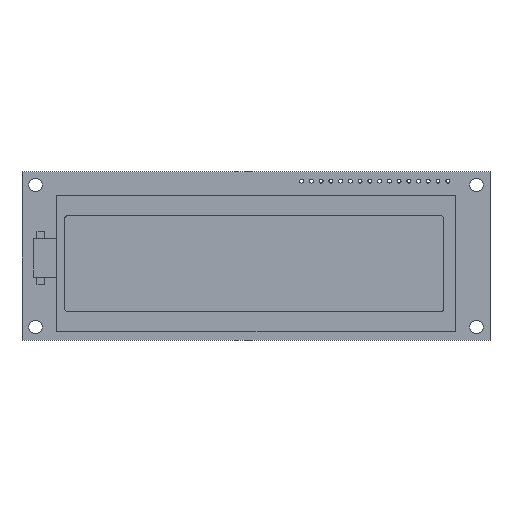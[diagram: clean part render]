
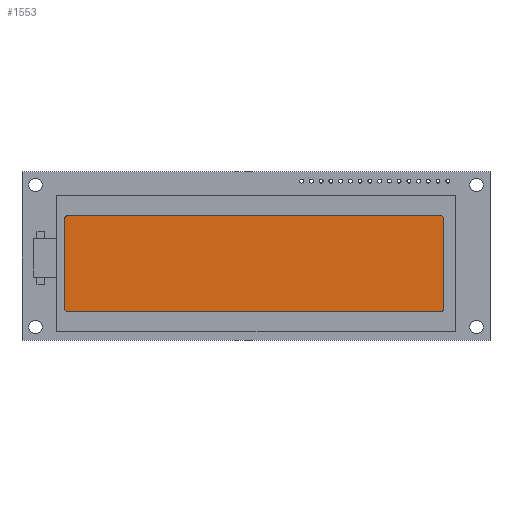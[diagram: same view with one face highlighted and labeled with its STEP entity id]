
A CAD part, top view. The second image highlights one B-rep face of the part: STEP entity #1553.
In plain terms, the highlighted planar face has unit normal (0, 0, 1).
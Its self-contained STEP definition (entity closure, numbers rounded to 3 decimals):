
#1445 = EDGE_CURVE('',#1446,#1448,#1450,.T.);
#1446 = VERTEX_POINT('',#1447);
#1447 = CARTESIAN_POINT('',(36.1,-34.,7.));
#1448 = VERTEX_POINT('',#1449);
#1449 = CARTESIAN_POINT('',(37.1,-33.,7.));
#1450 = CIRCLE('',#1451,1.);
#1451 = AXIS2_PLACEMENT_3D('',#1452,#1453,#1454);
#1452 = CARTESIAN_POINT('',(36.1,-33.,7.));
#1453 = DIRECTION('',(0.,0.,1.));
#1454 = DIRECTION('',(0.,-1.,0.));
#1456 = EDGE_CURVE('',#1457,#1446,#1459,.T.);
#1457 = VERTEX_POINT('',#1458);
#1458 = CARTESIAN_POINT('',(-60.9,-34.,7.));
#1459 = LINE('',#1460,#1461);
#1460 = CARTESIAN_POINT('',(-61.9,-34.,7.));
#1461 = VECTOR('',#1462,1.);
#1462 = DIRECTION('',(1.,0.,0.));
#1464 = EDGE_CURVE('',#1465,#1457,#1467,.T.);
#1465 = VERTEX_POINT('',#1466);
#1466 = CARTESIAN_POINT('',(-61.9,-33.,7.));
#1467 = CIRCLE('',#1468,1.);
#1468 = AXIS2_PLACEMENT_3D('',#1469,#1470,#1471);
#1469 = CARTESIAN_POINT('',(-60.9,-33.,7.));
#1470 = DIRECTION('',(0.,0.,1.));
#1471 = DIRECTION('',(0.,-1.,0.));
#1473 = EDGE_CURVE('',#1465,#1474,#1476,.T.);
#1474 = VERTEX_POINT('',#1475);
#1475 = CARTESIAN_POINT('',(-61.9,-10.,7.));
#1476 = LINE('',#1477,#1478);
#1477 = CARTESIAN_POINT('',(-61.9,-34.,7.));
#1478 = VECTOR('',#1479,1.);
#1479 = DIRECTION('',(0.,1.,0.));
#1481 = EDGE_CURVE('',#1474,#1482,#1484,.T.);
#1482 = VERTEX_POINT('',#1483);
#1483 = CARTESIAN_POINT('',(-60.9,-9.,7.));
#1484 = CIRCLE('',#1485,1.);
#1485 = AXIS2_PLACEMENT_3D('',#1486,#1487,#1488);
#1486 = CARTESIAN_POINT('',(-60.9,-10.,7.));
#1487 = DIRECTION('',(0.,0.,-1.));
#1488 = DIRECTION('',(0.,-1.,0.));
#1490 = EDGE_CURVE('',#1482,#1491,#1493,.T.);
#1491 = VERTEX_POINT('',#1492);
#1492 = CARTESIAN_POINT('',(36.1,-9.,7.));
#1493 = LINE('',#1494,#1495);
#1494 = CARTESIAN_POINT('',(-61.9,-9.,7.));
#1495 = VECTOR('',#1496,1.);
#1496 = DIRECTION('',(1.,0.,0.));
#1498 = EDGE_CURVE('',#1499,#1491,#1501,.T.);
#1499 = VERTEX_POINT('',#1500);
#1500 = CARTESIAN_POINT('',(37.1,-10.,7.));
#1501 = CIRCLE('',#1502,1.);
#1502 = AXIS2_PLACEMENT_3D('',#1503,#1504,#1505);
#1503 = CARTESIAN_POINT('',(36.1,-10.,7.));
#1504 = DIRECTION('',(0.,0.,1.));
#1505 = DIRECTION('',(0.,-1.,0.));
#1507 = EDGE_CURVE('',#1448,#1499,#1508,.T.);
#1508 = LINE('',#1509,#1510);
#1509 = CARTESIAN_POINT('',(37.1,-34.,7.));
#1510 = VECTOR('',#1511,1.);
#1511 = DIRECTION('',(0.,1.,0.));
#1553 = ADVANCED_FACE('',(#1554),#1564,.T.);
#1554 = FACE_BOUND('',#1555,.T.);
#1555 = EDGE_LOOP('',(#1556,#1557,#1558,#1559,#1560,#1561,#1562,#1563));
#1556 = ORIENTED_EDGE('',*,*,#1507,.T.);
#1557 = ORIENTED_EDGE('',*,*,#1498,.T.);
#1558 = ORIENTED_EDGE('',*,*,#1490,.F.);
#1559 = ORIENTED_EDGE('',*,*,#1481,.F.);
#1560 = ORIENTED_EDGE('',*,*,#1473,.F.);
#1561 = ORIENTED_EDGE('',*,*,#1464,.T.);
#1562 = ORIENTED_EDGE('',*,*,#1456,.T.);
#1563 = ORIENTED_EDGE('',*,*,#1445,.T.);
#1564 = PLANE('',#1565);
#1565 = AXIS2_PLACEMENT_3D('',#1566,#1567,#1568);
#1566 = CARTESIAN_POINT('',(-61.9,-34.,7.));
#1567 = DIRECTION('',(0.,0.,1.));
#1568 = DIRECTION('',(1.,0.,0.));
